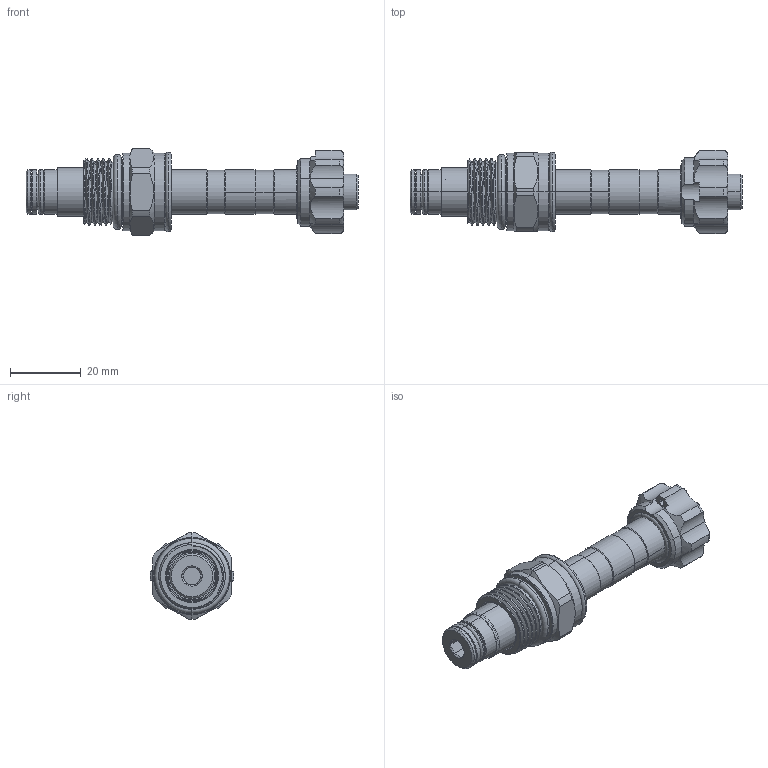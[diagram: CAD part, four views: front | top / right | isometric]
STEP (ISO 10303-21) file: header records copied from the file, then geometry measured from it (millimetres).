
FILE_DESCRIPTION (( 'STEP AP203' ), '1' );
FILE_NAME ('EP08W2A07M04.STEP', '2016-08-12T08:34:33', ( '' ), ( '' ), 'SwSTEP 2.0', 'SolidWorks 2012', '' );
FILE_SCHEMA (( 'CONFIG_CONTROL_DESIGN' ));
Length unit declared in the file: millimetre
Products named in the file (1): EP08W2A07M04
Bounding box: 94.13 x 23.79 x 24.65 mm (x, y, z)
Volume: 19335.4 mm3; surface area: 8729.9 mm2
Topology: 5 solids, 5 shells, 254 faces, 610 edges, 366 vertices
Faces by surface type: cylinder 110, plane 50, torus 40, cone 40, bspline 14
Entity records: 12840 total; most frequent: CARTESIAN_POINT 7043, DIRECTION 1235, ORIENTED_EDGE 1196, EDGE_CURVE 598, AXIS2_PLACEMENT_3D 529, VERTEX_POINT 366, CIRCLE 288, EDGE_LOOP 276
